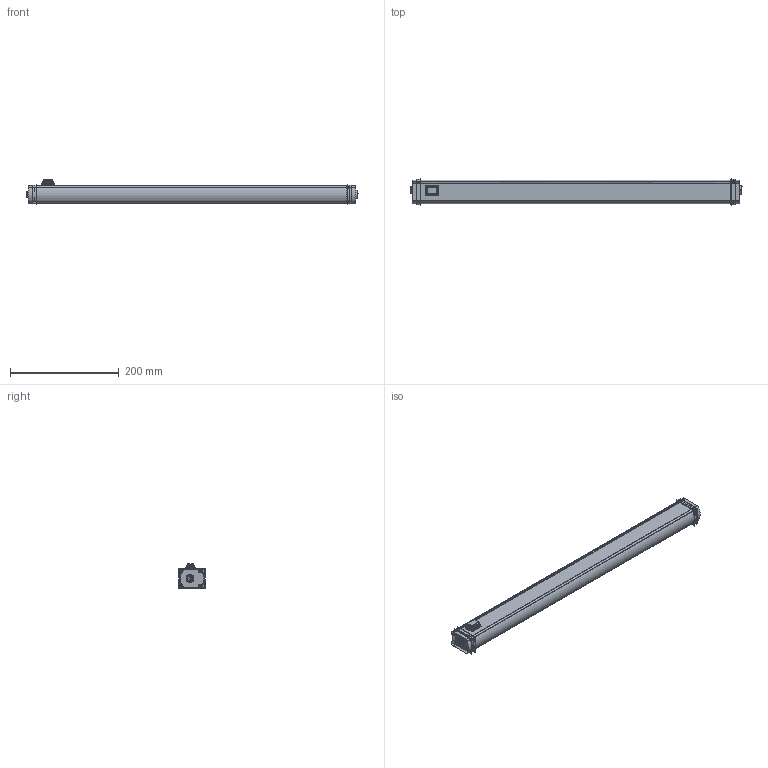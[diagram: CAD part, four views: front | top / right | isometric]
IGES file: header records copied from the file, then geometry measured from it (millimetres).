
Start section:  PTC IGES file: 243191_sm01.igs
Global section: file name: 243191_sm01.igs; native system: Creo Parametric by PTC Inc.; preprocessor: 2022414; author: banengservice; organization: Unknown; date: 20250228.101208; units: millimetre
Bounding box: 609.67 x 48.01 x 44.73 mm (x, y, z)
Volume: 779997.7 mm3; surface area: 430596.8 mm2
Topology: 1 solids, 2 shells, 2340 faces, 11930 edges, 15114 vertices
Faces by surface type: revolution 1310, bspline 1030
